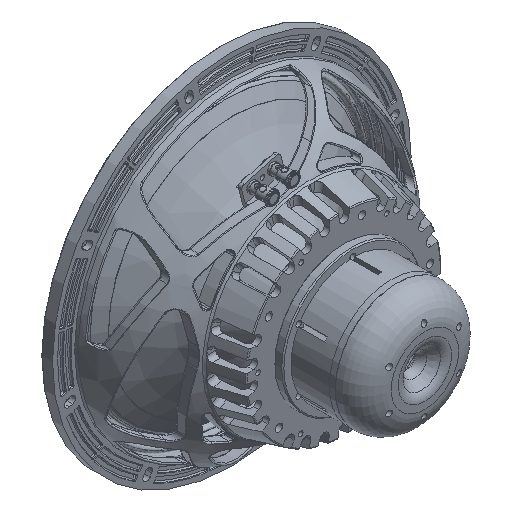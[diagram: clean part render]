
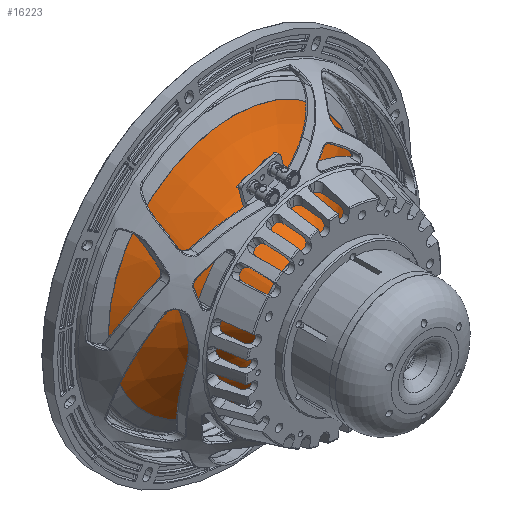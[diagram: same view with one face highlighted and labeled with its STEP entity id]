
A CAD part, isometric view. The second image highlights one B-rep face of the part: STEP entity #16223.
In plain terms, the highlighted free-form (B-spline) face has degree [3, 3] with [5, 7] control points.
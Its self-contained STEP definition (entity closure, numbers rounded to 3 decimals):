
#605 = CARTESIAN_POINT ( 'NONE',  ( -121.52, 152.335, 0. ) ) ;
#1477 = CARTESIAN_POINT ( 'NONE',  ( 34.365, 85.525, -68.729 ) ) ;
#5013 = FACE_OUTER_BOUND ( 'NONE', #58914, .T. ) ;
#6160 = EDGE_CURVE ( 'NONE', #46511, #46511, #15704, .T. ) ;
#6288 = CARTESIAN_POINT ( 'NONE',  ( -34.365, 85.525, 0. ) ) ;
#6714 = CARTESIAN_POINT ( 'NONE',  ( -34.365, 85.525, 0. ) ) ;
#7146 = CARTESIAN_POINT ( 'NONE',  ( -105.661, 143.383, 211.321 ) ) ;
#8012 = CARTESIAN_POINT ( 'NONE',  ( -73.123, 125.533, 146.246 ) ) ;
#12126 = CARTESIAN_POINT ( 'NONE',  ( 0., 85.525, -34.365 ) ) ;
#12824 = CARTESIAN_POINT ( 'NONE',  ( 105.661, 143.383, 0. ) ) ;
#13227 = CARTESIAN_POINT ( 'NONE',  ( 34.365, 85.525, 68.729 ) ) ;
#14537 = CARTESIAN_POINT ( 'NONE',  ( -105.661, 143.383, 0. ) ) ;
#15613 = ORIENTED_EDGE ( 'NONE', *, *, #6160, .F. ) ;
#15704 = CIRCLE ( 'NONE', #21304, 34.365 ) ;
#16223 = ADVANCED_FACE ( 'NONE', ( #25062, #5013 ), #20195, .F. ) ;
#19786 = CARTESIAN_POINT ( 'NONE',  ( -121.52, 152.335, 0. ) ) ;
#20195 =( BOUNDED_SURFACE ( )  B_SPLINE_SURFACE ( 3, 3, ( 
 ( #605, #41110, #52913, #66397, #27629, #74243, #19786 ),
 ( #14537, #79075, #40670, #12824, #65967, #7146, #72942 ),
 ( #53348, #79499, #34157, #67695, #86050, #8012, #47654 ),
 ( #20210, #26328, #46356, #34577, #46771, #61167, #33294 ),
 ( #6714, #73811, #1477, #47215, #13227, #39388, #6288 ) ),
 .UNSPECIFIED., .F., .T., .F. ) 
 B_SPLINE_SURFACE_WITH_KNOTS ( ( 4, 1, 4 ),
 ( 4, 3, 4 ),
 ( 0., 0.496, 1. ),
 ( 0., 0.5, 1. ),
 .UNSPECIFIED. ) 
 GEOMETRIC_REPRESENTATION_ITEM ( )  RATIONAL_B_SPLINE_SURFACE ( (
 ( 1., 0.333, 0.333, 1., 0.333, 0.333, 1.),
 ( 1., 0.333, 0.333, 1., 0.333, 0.333, 1.),
 ( 1., 0.333, 0.333, 1., 0.333, 0.333, 1.),
 ( 1., 0.333, 0.333, 1., 0.333, 0.333, 1.),
 ( 1., 0.333, 0.333, 1., 0.333, 0.333, 1.) ) ) 
 REPRESENTATION_ITEM ( '' )  SURFACE ( )  );
#20210 = CARTESIAN_POINT ( 'NONE',  ( -46.436, 99.585, 0. ) ) ;
#21304 = AXIS2_PLACEMENT_3D ( 'NONE', #53693, #60645, #27543 ) ;
#22980 = VERTEX_POINT ( 'NONE', #49538 ) ;
#25062 = FACE_OUTER_BOUND ( 'NONE', #36975, .T. ) ;
#26328 = CARTESIAN_POINT ( 'NONE',  ( -46.436, 99.585, -92.873 ) ) ;
#27543 = DIRECTION ( 'NONE',  ( 0., 0., -1. ) ) ;
#27629 = CARTESIAN_POINT ( 'NONE',  ( 121.52, 152.335, 243.04 ) ) ;
#27657 = DIRECTION ( 'NONE',  ( 0., 0., -1. ) ) ;
#33294 = CARTESIAN_POINT ( 'NONE',  ( -46.436, 99.585, 0. ) ) ;
#33582 = CIRCLE ( 'NONE', #73961, 121.52 ) ;
#34157 = CARTESIAN_POINT ( 'NONE',  ( 73.123, 125.533, -146.246 ) ) ;
#34577 = CARTESIAN_POINT ( 'NONE',  ( 46.436, 99.585, 0. ) ) ;
#36975 = EDGE_LOOP ( 'NONE', ( #15613 ) ) ;
#38416 = EDGE_CURVE ( 'NONE', #22980, #22980, #33582, .T. ) ;
#39388 = CARTESIAN_POINT ( 'NONE',  ( -34.365, 85.525, 68.729 ) ) ;
#40670 = CARTESIAN_POINT ( 'NONE',  ( 105.661, 143.383, -211.321 ) ) ;
#41110 = CARTESIAN_POINT ( 'NONE',  ( -121.52, 152.335, -243.04 ) ) ;
#42008 = DIRECTION ( 'NONE',  ( 0., -1., 0. ) ) ;
#46356 = CARTESIAN_POINT ( 'NONE',  ( 46.436, 99.585, -92.873 ) ) ;
#46511 = VERTEX_POINT ( 'NONE', #12126 ) ;
#46771 = CARTESIAN_POINT ( 'NONE',  ( 46.436, 99.585, 92.873 ) ) ;
#47215 = CARTESIAN_POINT ( 'NONE',  ( 34.365, 85.525, 0. ) ) ;
#47654 = CARTESIAN_POINT ( 'NONE',  ( -73.123, 125.533, 0. ) ) ;
#49538 = CARTESIAN_POINT ( 'NONE',  ( 0., 152.335, -121.52 ) ) ;
#52913 = CARTESIAN_POINT ( 'NONE',  ( 121.52, 152.335, -243.04 ) ) ;
#53348 = CARTESIAN_POINT ( 'NONE',  ( -73.123, 125.533, 0. ) ) ;
#53693 = CARTESIAN_POINT ( 'NONE',  ( 0., 85.525, 0. ) ) ;
#58914 = EDGE_LOOP ( 'NONE', ( #83643 ) ) ;
#60645 = DIRECTION ( 'NONE',  ( 0., -1., 0. ) ) ;
#61167 = CARTESIAN_POINT ( 'NONE',  ( -46.436, 99.585, 92.873 ) ) ;
#65967 = CARTESIAN_POINT ( 'NONE',  ( 105.661, 143.383, 211.321 ) ) ;
#66397 = CARTESIAN_POINT ( 'NONE',  ( 121.52, 152.335, 0. ) ) ;
#67695 = CARTESIAN_POINT ( 'NONE',  ( 73.123, 125.533, 0. ) ) ;
#72942 = CARTESIAN_POINT ( 'NONE',  ( -105.661, 143.383, 0. ) ) ;
#73811 = CARTESIAN_POINT ( 'NONE',  ( -34.365, 85.525, -68.729 ) ) ;
#73961 = AXIS2_PLACEMENT_3D ( 'NONE', #74274, #42008, #27657 ) ;
#74243 = CARTESIAN_POINT ( 'NONE',  ( -121.52, 152.335, 243.04 ) ) ;
#74274 = CARTESIAN_POINT ( 'NONE',  ( 0., 152.335, 0. ) ) ;
#79075 = CARTESIAN_POINT ( 'NONE',  ( -105.661, 143.383, -211.321 ) ) ;
#79499 = CARTESIAN_POINT ( 'NONE',  ( -73.123, 125.533, -146.246 ) ) ;
#83643 = ORIENTED_EDGE ( 'NONE', *, *, #38416, .T. ) ;
#86050 = CARTESIAN_POINT ( 'NONE',  ( 73.123, 125.533, 146.246 ) ) ;
